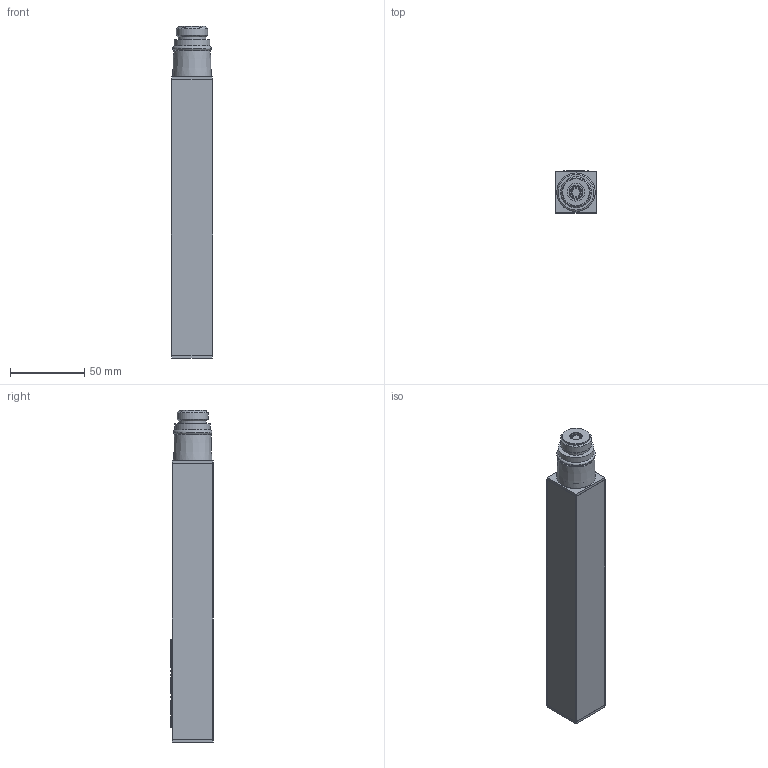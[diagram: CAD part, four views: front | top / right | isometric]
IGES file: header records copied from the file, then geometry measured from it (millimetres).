
Global section: file name: No Iges File Name specified; native system: Autodesk Inventor 2012; preprocessor: AutoDesk Inventor Iges Exporter R2012; author: mblakey; date: 20120621.081752; units: millimetre
Bounding box: 27.85 x 28.77 x 223.8 mm (x, y, z)
Volume: 141081.1 mm3; surface area: 40552.9 mm2
Topology: 8 solids, 8 shells, 282 faces, 629 edges, 418 vertices
Faces by surface type: plane 129, cylinder 88, torus 39, revolution 21, cone 5
Full cylindrical faces by diameter (mm): 1 x32, 7.2 x2, 9.4 x1, 13.4 x2, 14.9 x2, 18.2 x1, 18.5 x2, 20 x1, 20.95 x1, 20.955 x1, 24 x1, 25.98 x1
